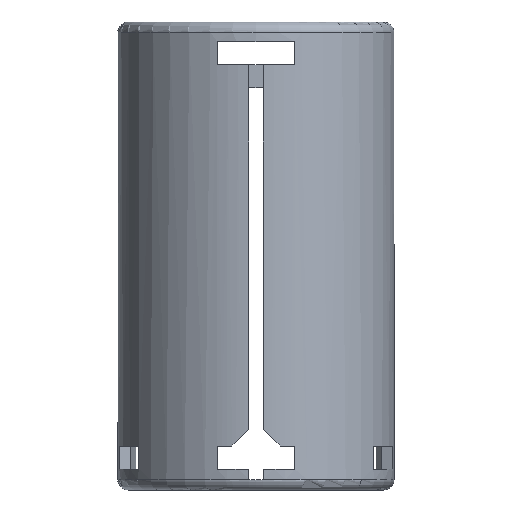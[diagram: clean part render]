
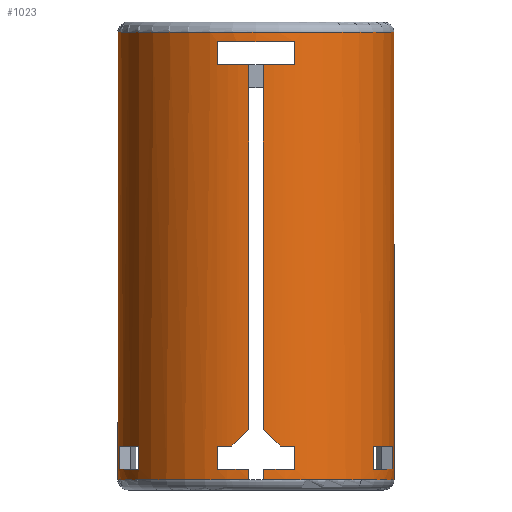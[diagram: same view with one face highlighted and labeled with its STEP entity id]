
A CAD part, left-side view. The second image highlights one B-rep face of the part: STEP entity #1023.
In plain terms, the highlighted cylindrical face has radius 6.6 mm (diameter 13.2 mm), a partial arc.
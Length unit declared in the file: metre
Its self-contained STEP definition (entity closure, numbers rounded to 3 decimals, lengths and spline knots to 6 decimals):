
#52=ELLIPSE('',#1097,0.009334,0.0066);
#53=ELLIPSE('',#1101,0.009334,0.0066);
#60=LINE('',#1543,#156);
#61=LINE('',#1547,#157);
#62=LINE('',#1551,#158);
#63=LINE('',#1557,#159);
#64=LINE('',#1561,#160);
#65=LINE('',#1565,#161);
#66=LINE('',#1569,#162);
#67=LINE('',#1575,#163);
#68=LINE('',#1579,#164);
#69=LINE('',#1583,#165);
#70=LINE('',#1584,#166);
#71=LINE('',#1589,#167);
#72=LINE('',#1595,#168);
#73=LINE('',#1599,#169);
#156=VECTOR('',#1219,1.);
#157=VECTOR('',#1222,1.);
#158=VECTOR('',#1225,1.);
#159=VECTOR('',#1230,1.);
#160=VECTOR('',#1233,1.);
#161=VECTOR('',#1236,1.);
#162=VECTOR('',#1239,1.);
#163=VECTOR('',#1244,1.);
#164=VECTOR('',#1247,1.);
#165=VECTOR('',#1250,1.);
#166=VECTOR('',#1251,1.);
#167=VECTOR('',#1254,1.);
#168=VECTOR('',#1259,1.);
#169=VECTOR('',#1262,1.);
#256=ORIENTED_EDGE('',*,*,#580,.T.);
#257=ORIENTED_EDGE('',*,*,#581,.T.);
#258=ORIENTED_EDGE('',*,*,#582,.T.);
#259=ORIENTED_EDGE('',*,*,#583,.F.);
#260=ORIENTED_EDGE('',*,*,#584,.F.);
#261=ORIENTED_EDGE('',*,*,#585,.T.);
#262=ORIENTED_EDGE('',*,*,#586,.T.);
#263=ORIENTED_EDGE('',*,*,#587,.T.);
#264=ORIENTED_EDGE('',*,*,#588,.F.);
#265=ORIENTED_EDGE('',*,*,#589,.F.);
#266=ORIENTED_EDGE('',*,*,#590,.F.);
#267=ORIENTED_EDGE('',*,*,#591,.T.);
#268=ORIENTED_EDGE('',*,*,#592,.T.);
#269=ORIENTED_EDGE('',*,*,#593,.F.);
#270=ORIENTED_EDGE('',*,*,#594,.T.);
#271=ORIENTED_EDGE('',*,*,#595,.T.);
#272=ORIENTED_EDGE('',*,*,#596,.T.);
#273=ORIENTED_EDGE('',*,*,#597,.F.);
#274=ORIENTED_EDGE('',*,*,#598,.F.);
#275=ORIENTED_EDGE('',*,*,#599,.T.);
#276=ORIENTED_EDGE('',*,*,#600,.T.);
#277=ORIENTED_EDGE('',*,*,#601,.T.);
#278=ORIENTED_EDGE('',*,*,#602,.F.);
#279=ORIENTED_EDGE('',*,*,#603,.T.);
#280=ORIENTED_EDGE('',*,*,#604,.T.);
#281=ORIENTED_EDGE('',*,*,#605,.T.);
#282=ORIENTED_EDGE('',*,*,#606,.T.);
#283=ORIENTED_EDGE('',*,*,#607,.F.);
#284=ORIENTED_EDGE('',*,*,#608,.T.);
#285=ORIENTED_EDGE('',*,*,#609,.T.);
#580=EDGE_CURVE('',#742,#743,#844,.F.);
#581=EDGE_CURVE('',#743,#744,#60,.T.);
#582=EDGE_CURVE('',#744,#745,#845,.T.);
#583=EDGE_CURVE('',#746,#745,#61,.T.);
#584=EDGE_CURVE('',#747,#746,#846,.T.);
#585=EDGE_CURVE('',#747,#748,#62,.F.);
#586=EDGE_CURVE('',#748,#749,#847,.T.);
#587=EDGE_CURVE('',#749,#750,#52,.T.);
#588=EDGE_CURVE('',#751,#750,#63,.T.);
#589=EDGE_CURVE('',#752,#751,#848,.T.);
#590=EDGE_CURVE('',#753,#752,#64,.T.);
#591=EDGE_CURVE('',#753,#754,#849,.T.);
#592=EDGE_CURVE('',#754,#755,#65,.T.);
#593=EDGE_CURVE('',#756,#755,#850,.T.);
#594=EDGE_CURVE('',#756,#757,#66,.T.);
#595=EDGE_CURVE('',#757,#758,#53,.F.);
#596=EDGE_CURVE('',#758,#759,#851,.T.);
#597=EDGE_CURVE('',#760,#759,#67,.F.);
#598=EDGE_CURVE('',#761,#760,#852,.T.);
#599=EDGE_CURVE('',#761,#762,#68,.T.);
#600=EDGE_CURVE('',#762,#763,#853,.T.);
#601=EDGE_CURVE('',#763,#742,#69,.F.);
#602=EDGE_CURVE('',#764,#765,#70,.T.);
#603=EDGE_CURVE('',#764,#766,#854,.T.);
#604=EDGE_CURVE('',#766,#767,#71,.T.);
#605=EDGE_CURVE('',#767,#765,#855,.T.);
#606=EDGE_CURVE('',#768,#769,#856,.T.);
#607=EDGE_CURVE('',#770,#769,#72,.T.);
#608=EDGE_CURVE('',#770,#771,#857,.T.);
#609=EDGE_CURVE('',#771,#768,#73,.T.);
#742=VERTEX_POINT('',#1541);
#743=VERTEX_POINT('',#1542);
#744=VERTEX_POINT('',#1544);
#745=VERTEX_POINT('',#1546);
#746=VERTEX_POINT('',#1548);
#747=VERTEX_POINT('',#1550);
#748=VERTEX_POINT('',#1552);
#749=VERTEX_POINT('',#1554);
#750=VERTEX_POINT('',#1556);
#751=VERTEX_POINT('',#1558);
#752=VERTEX_POINT('',#1560);
#753=VERTEX_POINT('',#1562);
#754=VERTEX_POINT('',#1564);
#755=VERTEX_POINT('',#1566);
#756=VERTEX_POINT('',#1568);
#757=VERTEX_POINT('',#1570);
#758=VERTEX_POINT('',#1572);
#759=VERTEX_POINT('',#1574);
#760=VERTEX_POINT('',#1576);
#761=VERTEX_POINT('',#1578);
#762=VERTEX_POINT('',#1580);
#763=VERTEX_POINT('',#1582);
#764=VERTEX_POINT('',#1585);
#765=VERTEX_POINT('',#1586);
#766=VERTEX_POINT('',#1588);
#767=VERTEX_POINT('',#1590);
#768=VERTEX_POINT('',#1593);
#769=VERTEX_POINT('',#1594);
#770=VERTEX_POINT('',#1596);
#771=VERTEX_POINT('',#1598);
#844=CIRCLE('',#1093,0.0066);
#845=CIRCLE('',#1094,0.0066);
#846=CIRCLE('',#1095,0.0066);
#847=CIRCLE('',#1096,0.0066);
#848=CIRCLE('',#1098,0.0066);
#849=CIRCLE('',#1099,0.0066);
#850=CIRCLE('',#1100,0.0066);
#851=CIRCLE('',#1102,0.0066);
#852=CIRCLE('',#1103,0.0066);
#853=CIRCLE('',#1104,0.0066);
#854=CIRCLE('',#1105,0.0066);
#855=CIRCLE('',#1106,0.0066);
#856=CIRCLE('',#1107,0.0066);
#857=CIRCLE('',#1108,0.0066);
#897=EDGE_LOOP('',(#256,#257,#258,#259,#260,#261,#262,#263,#264,#265,#266,
#267,#268,#269,#270,#271,#272,#273,#274,#275,#276,#277));
#898=EDGE_LOOP('',(#278,#279,#280,#281));
#899=EDGE_LOOP('',(#282,#283,#284,#285));
#951=FACE_BOUND('',#897,.T.);
#952=FACE_BOUND('',#898,.T.);
#953=FACE_BOUND('',#899,.T.);
#1005=CYLINDRICAL_SURFACE('',#1092,0.0066);
#1023=ADVANCED_FACE('',(#951,#952,#953),#1005,.T.);
#1092=AXIS2_PLACEMENT_3D('',#1539,#1215,#1216);
#1093=AXIS2_PLACEMENT_3D('',#1540,#1217,#1218);
#1094=AXIS2_PLACEMENT_3D('',#1545,#1220,#1221);
#1095=AXIS2_PLACEMENT_3D('',#1549,#1223,#1224);
#1096=AXIS2_PLACEMENT_3D('',#1553,#1226,#1227);
#1097=AXIS2_PLACEMENT_3D('',#1555,#1228,#1229);
#1098=AXIS2_PLACEMENT_3D('',#1559,#1231,#1232);
#1099=AXIS2_PLACEMENT_3D('',#1563,#1234,#1235);
#1100=AXIS2_PLACEMENT_3D('',#1567,#1237,#1238);
#1101=AXIS2_PLACEMENT_3D('',#1571,#1240,#1241);
#1102=AXIS2_PLACEMENT_3D('',#1573,#1242,#1243);
#1103=AXIS2_PLACEMENT_3D('',#1577,#1245,#1246);
#1104=AXIS2_PLACEMENT_3D('',#1581,#1248,#1249);
#1105=AXIS2_PLACEMENT_3D('',#1587,#1252,#1253);
#1106=AXIS2_PLACEMENT_3D('',#1591,#1255,#1256);
#1107=AXIS2_PLACEMENT_3D('',#1592,#1257,#1258);
#1108=AXIS2_PLACEMENT_3D('',#1597,#1260,#1261);
#1215=DIRECTION('',(0.,0.,-1.));
#1216=DIRECTION('',(-1.,0.,0.));
#1217=DIRECTION('',(0.,0.,1.));
#1218=DIRECTION('',(1.,0.,0.));
#1219=DIRECTION('',(0.,0.,-1.));
#1220=DIRECTION('',(0.,0.,1.));
#1221=DIRECTION('',(1.,0.,0.));
#1222=DIRECTION('',(0.,0.,-1.));
#1223=DIRECTION('',(0.,0.,1.));
#1224=DIRECTION('',(0.,-1.,0.));
#1225=DIRECTION('',(0.,0.,-1.));
#1226=DIRECTION('',(0.,0.,1.));
#1227=DIRECTION('',(0.,-1.,0.));
#1228=DIRECTION('',(0.,0.707,0.707));
#1229=DIRECTION('',(0.,0.707,-0.707));
#1230=DIRECTION('',(0.,0.,-1.));
#1231=DIRECTION('',(0.,0.,1.));
#1232=DIRECTION('',(1.,0.,0.));
#1233=DIRECTION('',(0.,0.,-1.));
#1234=DIRECTION('',(0.,0.,1.));
#1235=DIRECTION('',(1.,0.,0.));
#1236=DIRECTION('',(0.,0.,-1.));
#1237=DIRECTION('',(0.,0.,1.));
#1238=DIRECTION('',(1.,0.,0.));
#1239=DIRECTION('',(0.,0.,-1.));
#1240=DIRECTION('',(0.,0.707,-0.707));
#1241=DIRECTION('',(0.,-0.707,-0.707));
#1242=DIRECTION('',(0.,0.,1.));
#1243=DIRECTION('',(0.,-1.,0.));
#1244=DIRECTION('',(0.,0.,-1.));
#1245=DIRECTION('',(0.,0.,1.));
#1246=DIRECTION('',(0.,-1.,0.));
#1247=DIRECTION('',(0.,0.,-1.));
#1248=DIRECTION('',(0.,0.,1.));
#1249=DIRECTION('',(1.,0.,0.));
#1250=DIRECTION('',(0.,0.,-1.));
#1251=DIRECTION('',(0.,0.,-1.));
#1252=DIRECTION('',(0.,0.,1.));
#1253=DIRECTION('',(1.,0.,0.));
#1254=DIRECTION('',(0.,0.,-1.));
#1255=DIRECTION('',(0.,0.,-1.));
#1256=DIRECTION('',(-1.,0.,0.));
#1257=DIRECTION('',(0.,0.,-1.));
#1258=DIRECTION('',(-1.,0.,0.));
#1259=DIRECTION('',(0.,0.,-1.));
#1260=DIRECTION('',(0.,0.,1.));
#1261=DIRECTION('',(1.,0.,0.));
#1262=DIRECTION('',(0.,0.,-1.));
#1539=CARTESIAN_POINT('',(0.,0.,0.0102));
#1540=CARTESIAN_POINT('',(0.,0.,0.02085));
#1541=CARTESIAN_POINT('',(0.001795,-0.006351,0.02085));
#1542=CARTESIAN_POINT('',(0.001795,0.006351,0.02085));
#1543=CARTESIAN_POINT('',(0.001795,0.006351,0.0102));
#1544=CARTESIAN_POINT('',(0.001795,0.006351,-0.0005));
#1545=CARTESIAN_POINT('',(0.,0.,-0.0005));
#1546=CARTESIAN_POINT('',(-0.006591,0.00035,-0.0005));
#1547=CARTESIAN_POINT('',(-0.006591,0.00035,0.0102));
#1548=CARTESIAN_POINT('',(-0.006591,0.00035,0.));
#1549=CARTESIAN_POINT('',(0.,0.,0.));
#1550=CARTESIAN_POINT('',(-0.006337,0.001846,0.));
#1551=CARTESIAN_POINT('',(-0.006337,0.001846,0.0102));
#1552=CARTESIAN_POINT('',(-0.006337,0.001846,0.0011));
#1553=CARTESIAN_POINT('',(0.,0.,0.0011));
#1554=CARTESIAN_POINT('',(-0.006499,0.00115,0.0011));
#1555=CARTESIAN_POINT('',(0.,0.,0.00225));
#1556=CARTESIAN_POINT('',(-0.006591,0.00035,0.0019));
#1557=CARTESIAN_POINT('',(-0.006591,0.00035,0.0102));
#1558=CARTESIAN_POINT('',(-0.006591,0.00035,0.0193));
#1559=CARTESIAN_POINT('',(0.,0.,0.0193));
#1560=CARTESIAN_POINT('',(-0.006337,0.001846,0.0193));
#1561=CARTESIAN_POINT('',(-0.006337,0.001846,0.0102));
#1562=CARTESIAN_POINT('',(-0.006337,0.001846,0.0204));
#1563=CARTESIAN_POINT('',(0.,0.,0.0204));
#1564=CARTESIAN_POINT('',(-0.006337,-0.001846,0.0204));
#1565=CARTESIAN_POINT('',(-0.006337,-0.001846,0.0102));
#1566=CARTESIAN_POINT('',(-0.006337,-0.001846,0.0193));
#1567=CARTESIAN_POINT('',(0.,0.,0.0193));
#1568=CARTESIAN_POINT('',(-0.006591,-0.00035,0.0193));
#1569=CARTESIAN_POINT('',(-0.006591,-0.00035,0.0102));
#1570=CARTESIAN_POINT('',(-0.006591,-0.00035,0.0019));
#1571=CARTESIAN_POINT('',(0.,0.,0.00225));
#1572=CARTESIAN_POINT('',(-0.006499,-0.00115,0.0011));
#1573=CARTESIAN_POINT('',(0.,0.,0.0011));
#1574=CARTESIAN_POINT('',(-0.006337,-0.001846,0.0011));
#1575=CARTESIAN_POINT('',(-0.006337,-0.001846,0.0102));
#1576=CARTESIAN_POINT('',(-0.006337,-0.001846,0.));
#1577=CARTESIAN_POINT('',(0.,0.,0.));
#1578=CARTESIAN_POINT('',(-0.006591,-0.00035,0.));
#1579=CARTESIAN_POINT('',(-0.006591,-0.00035,0.0102));
#1580=CARTESIAN_POINT('',(-0.006591,-0.00035,-0.0005));
#1581=CARTESIAN_POINT('',(0.,0.,-0.0005));
#1582=CARTESIAN_POINT('',(0.001795,-0.006351,-0.0005));
#1583=CARTESIAN_POINT('',(0.001795,-0.006351,0.0102));
#1584=CARTESIAN_POINT('',(-0.003508,-0.00559,0.0102));
#1585=CARTESIAN_POINT('',(-0.003508,-0.00559,0.0011));
#1586=CARTESIAN_POINT('',(-0.003508,-0.00559,0.));
#1587=CARTESIAN_POINT('',(0.,0.,0.0011));
#1588=CARTESIAN_POINT('',(-0.000906,-0.006538,0.0011));
#1589=CARTESIAN_POINT('',(-0.000906,-0.006538,0.0102));
#1590=CARTESIAN_POINT('',(-0.000906,-0.006538,0.));
#1591=CARTESIAN_POINT('',(0.,0.,0.));
#1592=CARTESIAN_POINT('',(0.,0.,0.));
#1593=CARTESIAN_POINT('',(-0.003508,0.00559,0.));
#1594=CARTESIAN_POINT('',(-0.000906,0.006538,0.));
#1595=CARTESIAN_POINT('',(-0.000906,0.006538,0.0102));
#1596=CARTESIAN_POINT('',(-0.000906,0.006538,0.0011));
#1597=CARTESIAN_POINT('',(0.,0.,0.0011));
#1598=CARTESIAN_POINT('',(-0.003508,0.00559,0.0011));
#1599=CARTESIAN_POINT('',(-0.003508,0.00559,0.0102));
